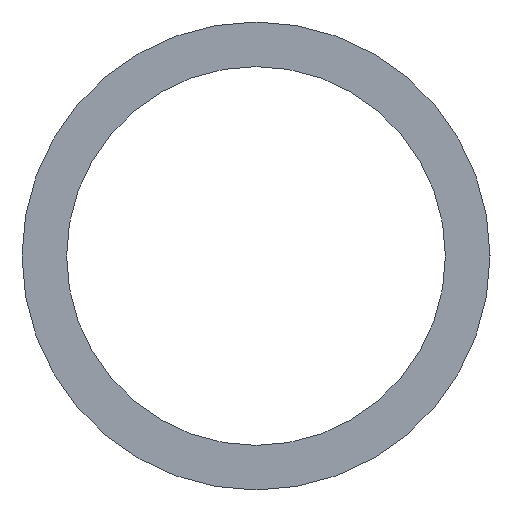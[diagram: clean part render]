
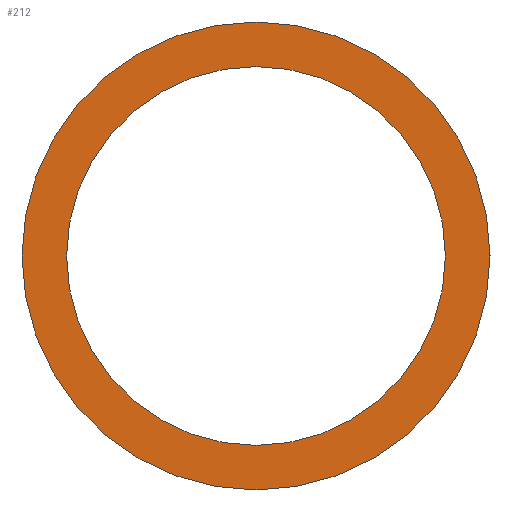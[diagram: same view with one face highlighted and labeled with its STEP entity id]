
A CAD part, left-side view. The second image highlights one B-rep face of the part: STEP entity #212.
In plain terms, the highlighted planar face has unit normal (-1, 0, 0).
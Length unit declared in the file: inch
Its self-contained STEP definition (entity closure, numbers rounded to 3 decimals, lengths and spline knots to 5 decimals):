
#4 = EDGE_LOOP ( 'NONE', ( #17, #160 ) ) ;
#12 = CIRCLE ( 'NONE', #210, 0.425 ) ;
#13 = CIRCLE ( 'NONE', #32, 0.425 ) ;
#17 = ORIENTED_EDGE ( 'NONE', *, *, #115, .F. ) ;
#27 = CARTESIAN_POINT ( 'NONE',  ( -24.125, 0., 0. ) ) ;
#28 = EDGE_CURVE ( 'NONE', #155, #81, #62, .T. ) ;
#31 = DIRECTION ( 'NONE',  ( 1., 0., 0. ) ) ;
#32 = AXIS2_PLACEMENT_3D ( 'NONE', #72, #74, #82 ) ;
#33 = VERTEX_POINT ( 'NONE', #61 ) ;
#36 = DIRECTION ( 'NONE',  ( 1., 0., 0. ) ) ;
#37 = DIRECTION ( 'NONE',  ( 0., 0., -1. ) ) ;
#38 = DIRECTION ( 'NONE',  ( 0., 0., -1. ) ) ;
#41 = VERTEX_POINT ( 'NONE', #49 ) ;
#49 = CARTESIAN_POINT ( 'NONE',  ( -24.125, 0., -0.425 ) ) ;
#61 = CARTESIAN_POINT ( 'NONE',  ( -24.125, 0., 0.425 ) ) ;
#62 = CIRCLE ( 'NONE', #131, 0.525 ) ;
#67 = CARTESIAN_POINT ( 'NONE',  ( -24.125, 0., 0. ) ) ;
#68 = DIRECTION ( 'NONE',  ( 1., 0., 0. ) ) ;
#72 = CARTESIAN_POINT ( 'NONE',  ( -24.125, 0., 0. ) ) ;
#74 = DIRECTION ( 'NONE',  ( 1., 0., 0. ) ) ;
#76 = EDGE_CURVE ( 'NONE', #41, #33, #13, .T. ) ;
#80 = EDGE_CURVE ( 'NONE', #33, #41, #12, .T. ) ;
#81 = VERTEX_POINT ( 'NONE', #87 ) ;
#82 = DIRECTION ( 'NONE',  ( 0., 0., -1. ) ) ;
#83 = DIRECTION ( 'NONE',  ( 0., 0., -1. ) ) ;
#87 = CARTESIAN_POINT ( 'NONE',  ( -24.125, 0., 0.525 ) ) ;
#93 = CARTESIAN_POINT ( 'NONE',  ( -24.125, 0., 0. ) ) ;
#115 = EDGE_CURVE ( 'NONE', #81, #155, #181, .T. ) ;
#116 = CARTESIAN_POINT ( 'NONE',  ( -24.125, 0., -0.525 ) ) ;
#125 = AXIS2_PLACEMENT_3D ( 'NONE', #150, #151, #152 ) ;
#131 = AXIS2_PLACEMENT_3D ( 'NONE', #27, #31, #37 ) ;
#139 = FACE_OUTER_BOUND ( 'NONE', #4, .T. ) ;
#144 = AXIS2_PLACEMENT_3D ( 'NONE', #93, #36, #38 ) ;
#145 = FACE_BOUND ( 'NONE', #186, .T. ) ;
#147 = ORIENTED_EDGE ( 'NONE', *, *, #80, .T. ) ;
#149 = PLANE ( 'NONE',  #125 ) ;
#150 = CARTESIAN_POINT ( 'NONE',  ( -24.125, 0., 0. ) ) ;
#151 = DIRECTION ( 'NONE',  ( 1., 0., 0. ) ) ;
#152 = DIRECTION ( 'NONE',  ( 0., 0., -1. ) ) ;
#155 = VERTEX_POINT ( 'NONE', #116 ) ;
#160 = ORIENTED_EDGE ( 'NONE', *, *, #28, .F. ) ;
#181 = CIRCLE ( 'NONE', #144, 0.525 ) ;
#186 = EDGE_LOOP ( 'NONE', ( #147, #195 ) ) ;
#195 = ORIENTED_EDGE ( 'NONE', *, *, #76, .T. ) ;
#210 = AXIS2_PLACEMENT_3D ( 'NONE', #67, #68, #83 ) ;
#212 = ADVANCED_FACE ( 'NONE', ( #139, #145 ), #149, .F. ) ;
